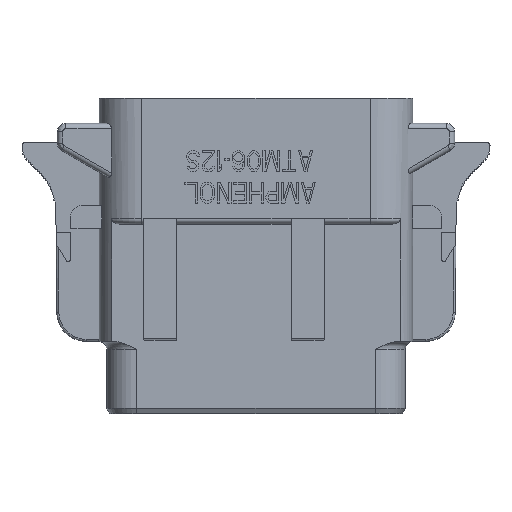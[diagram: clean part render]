
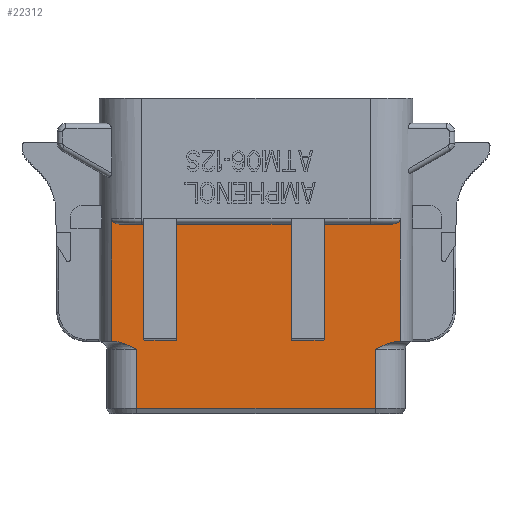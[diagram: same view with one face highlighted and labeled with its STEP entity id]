
A CAD part, left-side view. The second image highlights one B-rep face of the part: STEP entity #22312.
In plain terms, the highlighted planar face has unit normal (-1, 0, 0).
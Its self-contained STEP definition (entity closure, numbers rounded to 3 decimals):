
#218=CARTESIAN_POINT('',(-6.45,-3.49,7.15));
#219=DIRECTION('',(1.,0.,0.));
#220=DIRECTION('',(0.,0.,-1.));
#221=AXIS2_PLACEMENT_3D('',#218,#219,#220);
#231=DIRECTION('',(0.,0.,-1.));
#232=VECTOR('',#231,10.95);
#233=CARTESIAN_POINT('',(-6.45,-3.34,18.1));
#234=LINE('',#233,#232);
#235=DIRECTION('',(0.,1.,0.));
#236=VECTOR('',#235,2.92);
#237=CARTESIAN_POINT('',(-6.45,-6.41,7.));
#238=LINE('',#237,#236);
#239=DIRECTION('',(0.,0.,-1.));
#240=VECTOR('',#239,10.95);
#241=CARTESIAN_POINT('',(-6.45,-6.56,18.1));
#242=LINE('',#241,#240);
#243=DIRECTION('',(0.,1.,0.));
#244=VECTOR('',#243,6.457);
#245=CARTESIAN_POINT('',(-6.45,-13.017,18.1));
#246=LINE('',#245,#244);
#247=DIRECTION('',(0.,0.,-1.));
#248=VECTOR('',#247,11.7);
#249=CARTESIAN_POINT('',(-6.45,-13.777,18.6));
#250=LINE('',#249,#248);
#251=DIRECTION('',(0.,0.,-1.));
#252=VECTOR('',#251,5.65);
#253=CARTESIAN_POINT('',(-6.45,-11.4,6.15));
#254=LINE('',#253,#252);
#255=DIRECTION('',(0.,1.,0.));
#256=VECTOR('',#255,22.8);
#257=CARTESIAN_POINT('',(-6.45,-11.4,
0.5));
#258=LINE('',#257,#256);
#259=DIRECTION('',(0.,0.,-1.));
#260=VECTOR('',#259,5.65);
#261=CARTESIAN_POINT('',(-6.45,11.4,6.15));
#262=LINE('',#261,#260);
#263=DIRECTION('',(0.,0.,1.));
#264=VECTOR('',#263,11.7);
#265=CARTESIAN_POINT('',(-6.45,13.777,6.9));
#266=LINE('',#265,#264);
#267=DIRECTION('',(0.,1.,0.));
#268=VECTOR('',#267,2.257);
#269=CARTESIAN_POINT('',(-6.45,10.76,18.1));
#270=LINE('',#269,#268);
#271=DIRECTION('',(0.,0.,-1.));
#272=VECTOR('',#271,10.95);
#273=CARTESIAN_POINT('',(-6.45,10.76,18.1));
#274=LINE('',#273,#272);
#275=DIRECTION('',(0.,1.,0.));
#276=VECTOR('',#275,2.92);
#277=CARTESIAN_POINT('',(-6.45,7.69,7.));
#278=LINE('',#277,#276);
#279=DIRECTION('',(0.,0.,-1.));
#280=VECTOR('',#279,10.95);
#281=CARTESIAN_POINT('',(-6.45,7.54,18.1));
#282=LINE('',#281,#280);
#283=DIRECTION('',(0.,1.,0.));
#284=VECTOR('',#283,10.88);
#285=CARTESIAN_POINT('',(-6.45,-3.34,18.1));
#286=LINE('',#285,#284);
#296=CARTESIAN_POINT('',(-6.45,-6.41,7.15));
#297=DIRECTION('',(1.,0.,0.));
#298=DIRECTION('',(0.,-1.,0.));
#299=AXIS2_PLACEMENT_3D('',#296,#297,#298);
#1856=CARTESIAN_POINT('',(-6.45,7.69,7.15));
#1857=DIRECTION('',(1.,0.,0.));
#1858=DIRECTION('',(0.,-1.,0.));
#1859=AXIS2_PLACEMENT_3D('',#1856,#1857,#1858);
#1886=CARTESIAN_POINT('',(-6.45,10.61,7.15));
#1887=DIRECTION('',(1.,0.,0.));
#1888=DIRECTION('',(0.,0.,-1.));
#1889=AXIS2_PLACEMENT_3D('',#1886,#1887,#1888);
#1929=CARTESIAN_POINT('',(-6.45,13.017,18.1));
#1930=CARTESIAN_POINT('',(-6.45,13.093,18.1));
#1931=CARTESIAN_POINT('',(-6.45,13.235,18.112));
#1932=CARTESIAN_POINT('',(-6.45,13.423,18.164));
#1933=CARTESIAN_POINT('',(-6.45,13.576,18.244));
#1934=CARTESIAN_POINT('',(-6.45,13.693,18.35));
#1935=CARTESIAN_POINT('',(-6.45,13.763,18.474));
#1936=CARTESIAN_POINT('',(-6.45,13.777,18.557));
#1937=CARTESIAN_POINT('',(-6.45,13.777,18.6));
#2833=CARTESIAN_POINT('',(-6.45,-13.599,6.9));
#2834=CARTESIAN_POINT('',(-6.45,-13.46,6.9));
#2835=CARTESIAN_POINT('',(-6.45,-13.198,6.872));
#2836=CARTESIAN_POINT('',(-6.45,-12.869,6.793));
#2837=CARTESIAN_POINT('',(-6.45,-12.569,6.694));
#2838=CARTESIAN_POINT('',(-6.45,-12.272,6.575));
#2839=CARTESIAN_POINT('',(-6.45,-11.976,6.44));
#2840=CARTESIAN_POINT('',(-6.45,-11.685,6.296));
#2841=CARTESIAN_POINT('',(-6.45,-11.495,6.199));
#2842=CARTESIAN_POINT('',(-6.45,-11.4,6.15));
#2865=DIRECTION('',(0.,1.,0.));
#2866=VECTOR('',#2865,0.178);
#2867=CARTESIAN_POINT('',(-6.45,-13.777,6.9));
#2868=LINE('',#2867,#2866);
#2879=DIRECTION('',(0.,1.,0.));
#2880=VECTOR('',#2879,0.178);
#2881=CARTESIAN_POINT('',(-6.45,13.599,6.9));
#2882=LINE('',#2881,#2880);
#4006=CARTESIAN_POINT('',(-6.45,11.4,6.15));
#4007=CARTESIAN_POINT('',(-6.45,11.495,6.199));
#4008=CARTESIAN_POINT('',(-6.45,11.685,6.296));
#4009=CARTESIAN_POINT('',(-6.45,11.978,6.441));
#4010=CARTESIAN_POINT('',(-6.45,12.275,6.577));
#4011=CARTESIAN_POINT('',(-6.45,12.573,6.696));
#4012=CARTESIAN_POINT('',(-6.45,12.872,6.794));
#4013=CARTESIAN_POINT('',(-6.45,13.199,6.872));
#4014=CARTESIAN_POINT('',(-6.45,13.46,6.9));
#4015=CARTESIAN_POINT('',(-6.45,13.599,6.9));
#13651=CARTESIAN_POINT('',(-6.45,-13.777,18.6));
#13652=CARTESIAN_POINT('',(-6.45,-13.777,18.557));
#13653=CARTESIAN_POINT('',(-6.45,-13.763,18.474));
#13654=CARTESIAN_POINT('',(-6.45,-13.692,18.35));
#13655=CARTESIAN_POINT('',(-6.45,-13.576,18.244));
#13656=CARTESIAN_POINT('',(-6.45,-13.423,18.163));
#13657=CARTESIAN_POINT('',(-6.45,-13.235,18.112));
#13658=CARTESIAN_POINT('',(-6.45,-13.092,18.1));
#13659=CARTESIAN_POINT('',(-6.45,-13.017,18.1));
#17139=CARTESIAN_POINT('',(-6.45,-11.4,0.5));
#17140=VERTEX_POINT('',#17139);
#17143=CARTESIAN_POINT('',(-6.45,11.4,
0.5));
#17144=VERTEX_POINT('',#17143);
#17606=CARTESIAN_POINT('',(-6.45,-13.777,6.9));
#17607=CARTESIAN_POINT('',(-6.45,-13.599,6.9));
#17608=VERTEX_POINT('',#17606);
#17609=VERTEX_POINT('',#17607);
#17610=CARTESIAN_POINT('',(-6.45,13.599,6.9));
#17611=CARTESIAN_POINT('',(-6.45,13.777,6.9));
#17612=VERTEX_POINT('',#17610);
#17613=VERTEX_POINT('',#17611);
#17624=VERTEX_POINT('',#4006);
#17625=VERTEX_POINT('',#2842);
#17651=CARTESIAN_POINT('',(-6.45,-13.017,18.1));
#17653=VERTEX_POINT('',#17651);
#17655=CARTESIAN_POINT('',(-6.45,-13.777,18.6));
#17657=VERTEX_POINT('',#17655);
#17658=CARTESIAN_POINT('',(-6.45,13.777,18.6));
#17660=VERTEX_POINT('',#17658);
#17662=CARTESIAN_POINT('',(-6.45,13.017,18.1));
#17664=VERTEX_POINT('',#17662);
#17743=CARTESIAN_POINT('',(-6.45,7.54,18.1));
#17745=VERTEX_POINT('',#17743);
#17747=CARTESIAN_POINT('',(-6.45,10.76,18.1));
#17749=VERTEX_POINT('',#17747);
#17751=CARTESIAN_POINT('',(-6.45,-6.56,18.1));
#17753=VERTEX_POINT('',#17751);
#17755=CARTESIAN_POINT('',(-6.45,-3.34,18.1));
#17757=VERTEX_POINT('',#17755);
#21070=CARTESIAN_POINT('',(-6.45,-3.34,7.15));
#21072=VERTEX_POINT('',#21070);
#21074=CARTESIAN_POINT('',(-6.45,-3.49,7.));
#21076=VERTEX_POINT('',#21074);
#21081=CARTESIAN_POINT('',(-6.45,-6.41,7.));
#21082=VERTEX_POINT('',#21081);
#21083=CARTESIAN_POINT('',(-6.45,-6.56,7.15));
#21084=VERTEX_POINT('',#21083);
#21086=CARTESIAN_POINT('',(-6.45,10.76,7.15));
#21088=VERTEX_POINT('',#21086);
#21090=CARTESIAN_POINT('',(-6.45,10.61,7.));
#21092=VERTEX_POINT('',#21090);
#21097=CARTESIAN_POINT('',(-6.45,7.69,7.));
#21098=VERTEX_POINT('',#21097);
#21099=CARTESIAN_POINT('',(-6.45,7.54,7.15));
#21100=VERTEX_POINT('',#21099);
#22262=CARTESIAN_POINT('',(-6.45,14.25,0.));
#22263=DIRECTION('',(1.,0.,0.));
#22264=DIRECTION('',(0.,-1.,0.));
#22265=AXIS2_PLACEMENT_3D('',#22262,#22263,#22264);
#22266=PLANE('',#22265);
#22267=ORIENTED_EDGE('',*,*,#22249,.T.);
#22268=ORIENTED_EDGE('',*,*,#22238,.F.);
#22269=ORIENTED_EDGE('',*,*,#22192,.F.);
#22271=ORIENTED_EDGE('',*,*,#22270,.F.);
#22273=ORIENTED_EDGE('',*,*,#22272,.F.);
#22275=ORIENTED_EDGE('',*,*,#22274,.F.);
#22277=ORIENTED_EDGE('',*,*,#22276,.F.);
#22279=ORIENTED_EDGE('',*,*,#22278,.T.);
#22281=ORIENTED_EDGE('',*,*,#22280,.T.);
#22283=ORIENTED_EDGE('',*,*,#22282,.T.);
#22285=ORIENTED_EDGE('',*,*,#22284,.T.);
#22286=ORIENTED_EDGE('',*,*,#22077,.T.);
#22288=ORIENTED_EDGE('',*,*,#22287,.F.);
#22290=ORIENTED_EDGE('',*,*,#22289,.T.);
#22292=ORIENTED_EDGE('',*,*,#22291,.T.);
#22294=ORIENTED_EDGE('',*,*,#22293,.T.);
#22296=ORIENTED_EDGE('',*,*,#22295,.F.);
#22298=ORIENTED_EDGE('',*,*,#22297,.F.);
#22300=ORIENTED_EDGE('',*,*,#22299,.T.);
#22302=ORIENTED_EDGE('',*,*,#22301,.F.);
#22303=ORIENTED_EDGE('',*,*,#22208,.F.);
#22305=ORIENTED_EDGE('',*,*,#22304,.F.);
#22307=ORIENTED_EDGE('',*,*,#22306,.F.);
#22309=ORIENTED_EDGE('',*,*,#22308,.F.);
#22310=EDGE_LOOP('',(#22267,#22268,#22269,#22271,#22273,#22275,#22277,#22279,
#22281,#22283,#22285,#22286,#22288,#22290,#22292,#22294,#22296,#22298,#22300,
#22302,#22303,#22305,#22307,#22309));
#22311=FACE_OUTER_BOUND('',#22310,.F.);
#22312=ADVANCED_FACE('',(#22311),#22266,.F.);
#222=CIRCLE('',#221,0.15);
#300=CIRCLE('',#299,0.15);
#1860=CIRCLE('',#1859,0.15);
#1890=CIRCLE('',#1889,0.15);
#1938=B_SPLINE_CURVE_WITH_KNOTS('',3,(#1929,#1930,#1931,#1932,#1933,#1934,#1935,
#1936,#1937),.UNSPECIFIED.,.F.,.F.,(4,1,1,1,1,1,4),(0.,0.167,
0.333,0.5,0.667,0.833,1.),
.UNSPECIFIED.);
#2843=B_SPLINE_CURVE_WITH_KNOTS('',3,(#2833,#2834,#2835,#2836,#2837,#2838,#2839,
#2840,#2841,#2842),.UNSPECIFIED.,.F.,.F.,(4,1,1,1,1,1,1,4),(0.,
0.143,0.286,0.429,0.571,
0.714,0.857,1.),.UNSPECIFIED.);
#4016=B_SPLINE_CURVE_WITH_KNOTS('',3,(#4006,#4007,#4008,#4009,#4010,#4011,#4012,
#4013,#4014,#4015),.UNSPECIFIED.,.F.,.F.,(4,1,1,1,1,1,1,4),(0.,
0.143,0.286,0.429,0.571,
0.714,0.857,1.),.UNSPECIFIED.);
#13660=B_SPLINE_CURVE_WITH_KNOTS('',3,(#13651,#13652,#13653,#13654,#13655,
#13656,#13657,#13658,#13659),.UNSPECIFIED.,.F.,.F.,(4,1,1,1,1,1,4),(0.,
0.167,0.333,0.5,0.667,0.833,
1.),.UNSPECIFIED.);
#22077=EDGE_CURVE('',#17140,#17144,#258,.T.);
#22192=EDGE_CURVE('',#21082,#21076,#238,.T.);
#22208=EDGE_CURVE('',#21098,#21092,#278,.T.);
#22238=EDGE_CURVE('',#21076,#21072,#222,.T.);
#22249=EDGE_CURVE('',#17757,#21072,#234,.T.);
#22270=EDGE_CURVE('',#21084,#21082,#300,.T.);
#22272=EDGE_CURVE('',#17753,#21084,#242,.T.);
#22274=EDGE_CURVE('',#17653,#17753,#246,.T.);
#22276=EDGE_CURVE('',#17657,#17653,#13660,.T.);
#22278=EDGE_CURVE('',#17657,#17608,#250,.T.);
#22280=EDGE_CURVE('',#17608,#17609,#2868,.T.);
#22282=EDGE_CURVE('',#17609,#17625,#2843,.T.);
#22284=EDGE_CURVE('',#17625,#17140,#254,.T.);
#22287=EDGE_CURVE('',#17624,#17144,#262,.T.);
#22289=EDGE_CURVE('',#17624,#17612,#4016,.T.);
#22291=EDGE_CURVE('',#17612,#17613,#2882,.T.);
#22293=EDGE_CURVE('',#17613,#17660,#266,.T.);
#22295=EDGE_CURVE('',#17664,#17660,#1938,.T.);
#22297=EDGE_CURVE('',#17749,#17664,#270,.T.);
#22299=EDGE_CURVE('',#17749,#21088,#274,.T.);
#22301=EDGE_CURVE('',#21092,#21088,#1890,.T.);
#22304=EDGE_CURVE('',#21100,#21098,#1860,.T.);
#22306=EDGE_CURVE('',#17745,#21100,#282,.T.);
#22308=EDGE_CURVE('',#17757,#17745,#286,.T.);
